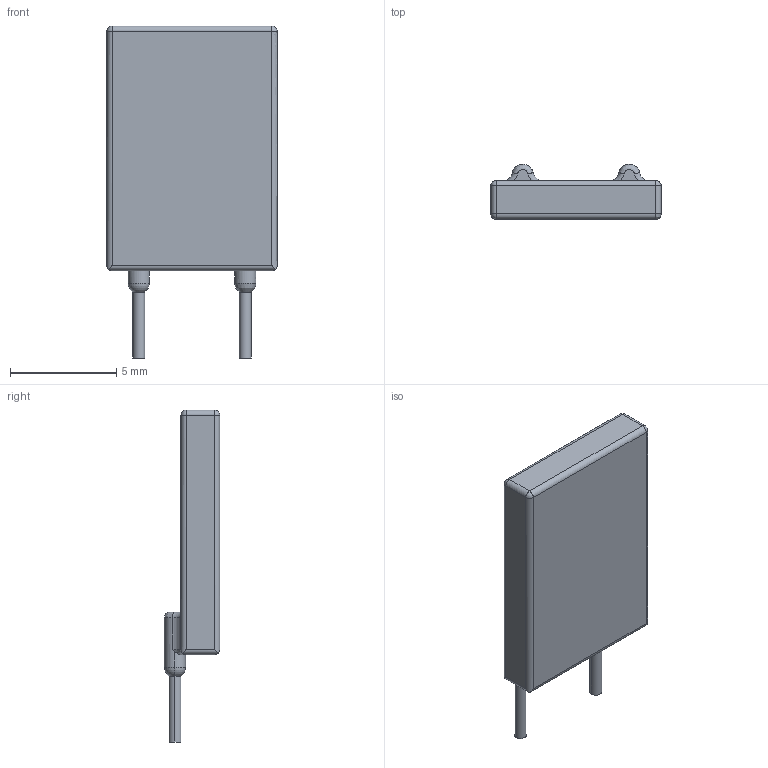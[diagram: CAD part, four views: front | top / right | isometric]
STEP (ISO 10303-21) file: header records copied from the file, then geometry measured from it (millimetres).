
FILE_DESCRIPTION((''),'2;1');
FILE_NAME('RES_TYCO_HBA(RE).stp','2014-02-11T20:38:24',(''),(''),'Mechanical Desktop 2011','Mechanical Desktop 2011',', , ');
FILE_SCHEMA(('AUTOMOTIVE_DESIGN { 1 2 10303 214 1 1 1 1 }'));
Length unit declared in the file: millimetre
Products named in the file (1): Product
Bounding box: 8 x 2.6 x 15.6 mm (x, y, z)
Volume: 172.3 mm3; surface area: 268.7 mm2
Topology: 3 solids, 3 shells, 58 faces, 132 edges, 80 vertices
Faces by surface type: bspline 26, cylinder 15, plane 9, sphere 4, torus 4
Entity records: 2167 total; most frequent: CARTESIAN_POINT 873, ORIENTED_EDGE 264, DIRECTION 260, EDGE_CURVE 132, AXIS2_PLACEMENT_3D 107, VERTEX_POINT 80, CIRCLE 62, EDGE_LOOP 58
